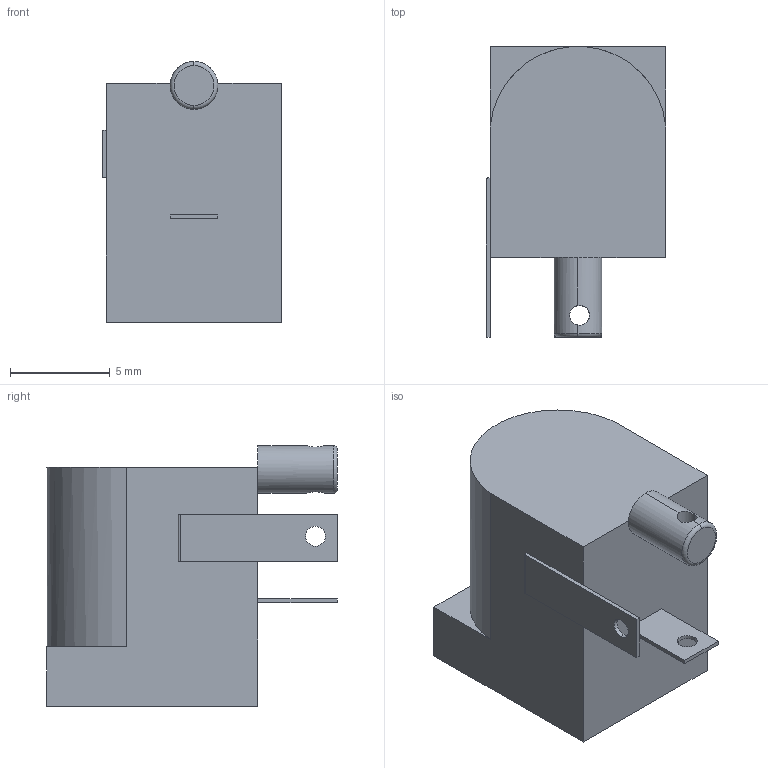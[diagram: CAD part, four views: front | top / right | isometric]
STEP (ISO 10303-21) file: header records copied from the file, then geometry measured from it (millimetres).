
FILE_DESCRIPTION (( 'STEP AP214' ), '1' );
FILE_NAME ('0E5C8AAA-36A0-4210-A926-0A4DF2BB9B39.STEP', '2008-04-02T14:17:18', ( 'sysAdmin' ), ( 'SolidWorks' ), 'SwSTEP 2.0', 'SolidWorks 2008', '' );
FILE_SCHEMA (( 'AUTOMOTIVE_DESIGN' ));
Length unit declared in the file: millimetre
Products named in the file (1): 0E5C8AAA-36A0-4210-A926-0A4DF2BB9B39
Bounding box: 9 x 14.6 x 13.1 mm (x, y, z)
Volume: 790.7 mm3; surface area: 943 mm2
Topology: 1 solids, 1 shells, 40 faces, 107 edges, 68 vertices
Faces by surface type: plane 22, cylinder 14, torus 2, sphere 2
Entity records: 1595 total; most frequent: CARTESIAN_POINT 262, DIRECTION 210, ORIENTED_EDGE 206, EDGE_CURVE 103, AXIS2_PLACEMENT_3D 74, VERTEX_POINT 66, VECTOR 62, LINE 62
